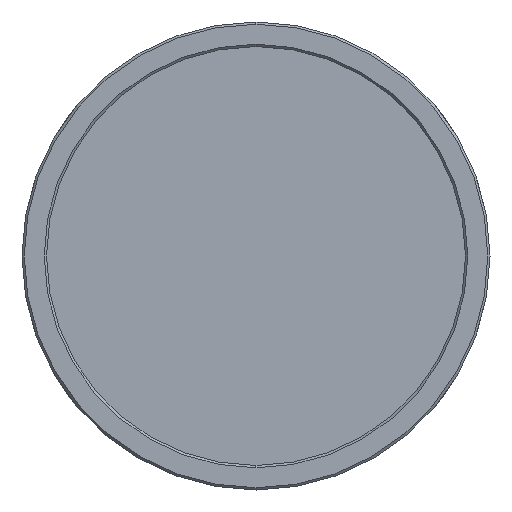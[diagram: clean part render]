
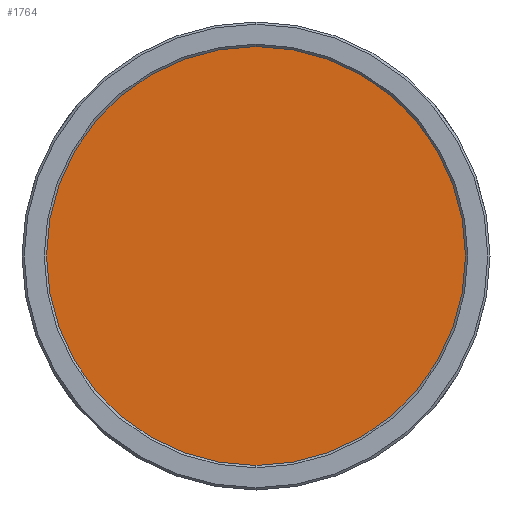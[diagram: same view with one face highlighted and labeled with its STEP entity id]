
A CAD part, left-side view. The second image highlights one B-rep face of the part: STEP entity #1764.
In plain terms, the highlighted planar face has unit normal (-1, 0, 0).
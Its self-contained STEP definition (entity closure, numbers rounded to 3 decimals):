
#219 = DIRECTION ( 'NONE',  ( 1., 0., 0. ) ) ;
#368 = AXIS2_PLACEMENT_3D ( 'NONE', #1453, #219, #1320 ) ;
#591 = DIRECTION ( 'NONE',  ( 1., 0., 0. ) ) ;
#642 = ORIENTED_EDGE ( 'NONE', *, *, #1762, .F. ) ;
#704 = FACE_OUTER_BOUND ( 'NONE', #2125, .T. ) ;
#742 = EDGE_CURVE ( 'NONE', #2780, #2047, #2892, .T. ) ;
#891 = CARTESIAN_POINT ( 'NONE',  ( 1.259, 0., 0. ) ) ;
#1006 = CARTESIAN_POINT ( 'NONE',  ( 1.259, 0., 27.75 ) ) ;
#1132 = CIRCLE ( 'NONE', #2609, 27.75 ) ;
#1320 = DIRECTION ( 'NONE',  ( 0., 1., 0. ) ) ;
#1413 = CARTESIAN_POINT ( 'NONE',  ( 1.259, 0., -27.75 ) ) ;
#1453 = CARTESIAN_POINT ( 'NONE',  ( 1.259, -28.083, -28.083 ) ) ;
#1762 = EDGE_CURVE ( 'NONE', #2047, #2780, #1132, .T. ) ;
#1764 = ADVANCED_FACE ( 'NONE', ( #704 ), #2023, .F. ) ;
#2023 = PLANE ( 'NONE',  #368 ) ;
#2047 = VERTEX_POINT ( 'NONE', #1413 ) ;
#2125 = EDGE_LOOP ( 'NONE', ( #2411, #642 ) ) ;
#2231 = DIRECTION ( 'NONE',  ( 0., 0., 1. ) ) ;
#2411 = ORIENTED_EDGE ( 'NONE', *, *, #742, .F. ) ;
#2531 = CARTESIAN_POINT ( 'NONE',  ( 1.259, 0., 0. ) ) ;
#2609 = AXIS2_PLACEMENT_3D ( 'NONE', #891, #2848, #3272 ) ;
#2634 = AXIS2_PLACEMENT_3D ( 'NONE', #2531, #591, #2231 ) ;
#2780 = VERTEX_POINT ( 'NONE', #1006 ) ;
#2848 = DIRECTION ( 'NONE',  ( 1., 0., 0. ) ) ;
#2892 = CIRCLE ( 'NONE', #2634, 27.75 ) ;
#3272 = DIRECTION ( 'NONE',  ( 0., 0., 1. ) ) ;
